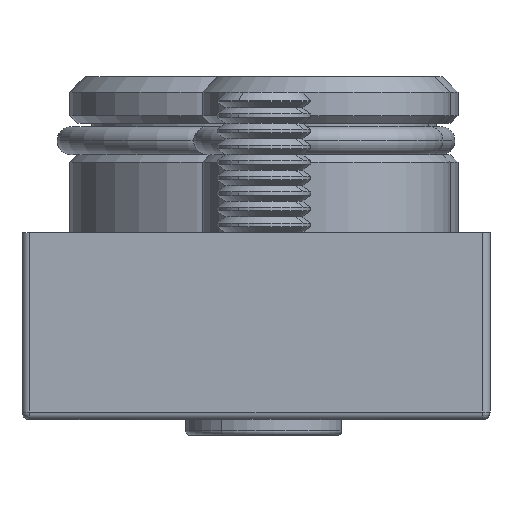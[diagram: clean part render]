
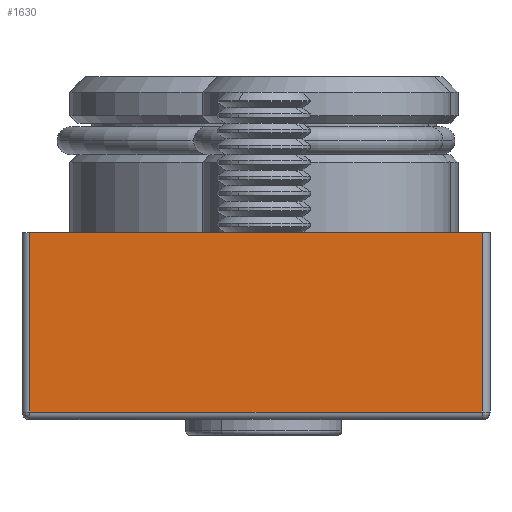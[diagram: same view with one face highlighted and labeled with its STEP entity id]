
A CAD part, front view. The second image highlights one B-rep face of the part: STEP entity #1630.
In plain terms, the highlighted planar face has unit normal (0, -1, 0).
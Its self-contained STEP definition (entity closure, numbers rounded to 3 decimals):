
#355 = PLANE ( 'NONE',  #5708 ) ;
#538 = CARTESIAN_POINT ( 'NONE',  ( -0.5, 0., 12. ) ) ;
#952 = CARTESIAN_POINT ( 'NONE',  ( -29.5, 0., 22. ) ) ;
#1351 = EDGE_CURVE ( 'NONE', #4810, #8428, #12200, .T. ) ;
#1630 = ADVANCED_FACE ( 'NONE', ( #12169 ), #355, .F. ) ;
#1935 = DIRECTION ( 'NONE',  ( 0., 0., 1. ) ) ;
#2559 = VECTOR ( 'NONE', #1935, 1000. ) ;
#2765 = DIRECTION ( 'NONE',  ( -1., 0., 0. ) ) ;
#2821 = VECTOR ( 'NONE', #2765, 1000. ) ;
#2986 = VERTEX_POINT ( 'NONE', #9473 ) ;
#3522 = DIRECTION ( 'NONE',  ( 0., 0., -1. ) ) ;
#4810 = VERTEX_POINT ( 'NONE', #13849 ) ;
#5557 = ORIENTED_EDGE ( 'NONE', *, *, #13931, .F. ) ;
#5666 = CARTESIAN_POINT ( 'NONE',  ( 6.323, 0., 22. ) ) ;
#5708 = AXIS2_PLACEMENT_3D ( 'NONE', #5666, #10112, #8000 ) ;
#5855 = CARTESIAN_POINT ( 'NONE',  ( -0.5, 0., 22. ) ) ;
#5976 = ORIENTED_EDGE ( 'NONE', *, *, #1351, .F. ) ;
#6325 = LINE ( 'NONE', #5855, #9777 ) ;
#6641 = DIRECTION ( 'NONE',  ( 1., 0., 0. ) ) ;
#7497 = EDGE_LOOP ( 'NONE', ( #12536, #5557, #11257, #5976 ) ) ;
#8000 = DIRECTION ( 'NONE',  ( 1., 0., 0. ) ) ;
#8428 = VERTEX_POINT ( 'NONE', #9352 ) ;
#8443 = EDGE_CURVE ( 'NONE', #2986, #4810, #11426, .T. ) ;
#8920 = CARTESIAN_POINT ( 'NONE',  ( -30., 0., 12. ) ) ;
#8957 = VERTEX_POINT ( 'NONE', #538 ) ;
#9352 = CARTESIAN_POINT ( 'NONE',  ( -29.5, 0., 12. ) ) ;
#9473 = CARTESIAN_POINT ( 'NONE',  ( -0.5, 0., 0.5 ) ) ;
#9572 = EDGE_CURVE ( 'NONE', #8428, #8957, #14036, .T. ) ;
#9777 = VECTOR ( 'NONE', #3522, 1000. ) ;
#10112 = DIRECTION ( 'NONE',  ( 0., 1., 0. ) ) ;
#11257 = ORIENTED_EDGE ( 'NONE', *, *, #9572, .F. ) ;
#11426 = LINE ( 'NONE', #11518, #2821 ) ;
#11518 = CARTESIAN_POINT ( 'NONE',  ( 6.323, 0., 0.5 ) ) ;
#12169 = FACE_OUTER_BOUND ( 'NONE', #7497, .T. ) ;
#12200 = LINE ( 'NONE', #952, #2559 ) ;
#12536 = ORIENTED_EDGE ( 'NONE', *, *, #8443, .F. ) ;
#13028 = VECTOR ( 'NONE', #6641, 1000. ) ;
#13849 = CARTESIAN_POINT ( 'NONE',  ( -29.5, 0., 0.5 ) ) ;
#13931 = EDGE_CURVE ( 'NONE', #8957, #2986, #6325, .T. ) ;
#14036 = LINE ( 'NONE', #8920, #13028 ) ;
